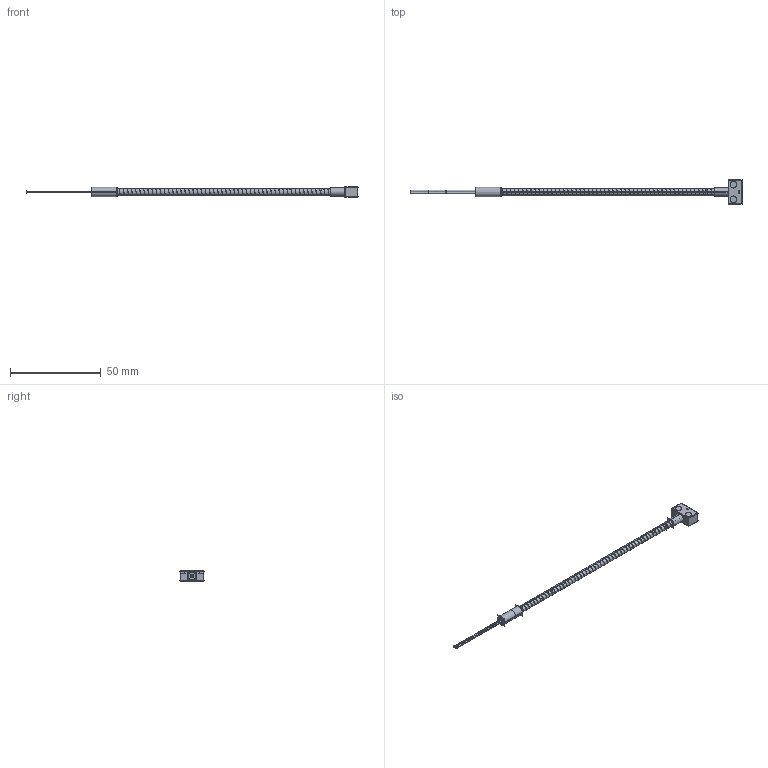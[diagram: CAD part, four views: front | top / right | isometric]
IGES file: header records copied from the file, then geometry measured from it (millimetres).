
Start section:  PTC IGES file: 199568.igs
Global section: file name: 199568.igs; native system: Creo Parametric by PTC Inc.; preprocessor: 2019292; author: PDMAdmin; organization: Unknown; date: 20220922.084045; units: millimetre
Bounding box: 183.33 x 13.47 x 5.55 mm (x, y, z)
Volume: 1042.9 mm3; surface area: 28938.7 mm2
Topology: 7 solids, 9 shells, 318 faces, 1480 edges, 1842 vertices
Faces by surface type: bspline 190, revolution 128
